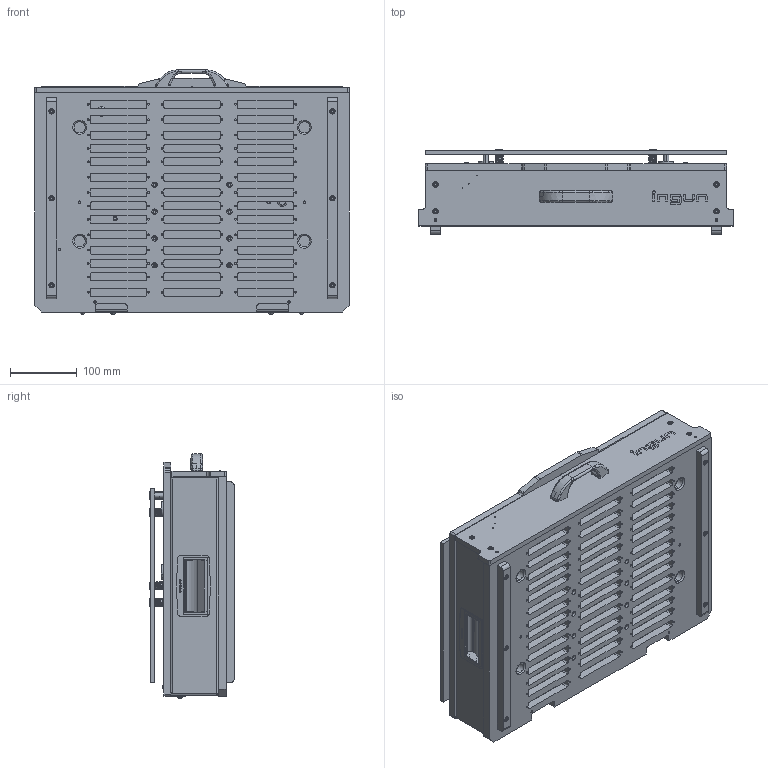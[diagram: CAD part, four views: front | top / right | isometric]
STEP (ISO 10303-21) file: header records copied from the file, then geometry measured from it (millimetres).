
FILE_DESCRIPTION (( 'STEP AP214' ), '1' );
FILE_NAME ('53790~0.STEP', '2018-05-28T07:27:40', ( '' ), ( '' ), 'SwSTEP 2.0', 'SolidWorks 2018', '' );
FILE_SCHEMA (( 'AUTOMOTIVE_DESIGN' ));
Length unit declared in the file: millimetre
Products named in the file (36): 57722~0_S; ISO7380~n_M04,0x016; 2229~6; 53832~0_S; DIN125~n_04,3 M04,0; 55715~0_S; 2528_gedrückt~0_S; 53790~0; K_58150~0_S; DIN6325~n_04,0m6x016; 23570~0; ISO7380~n_M04,0x008; Stift_zu_Scharnier_13372~0; 54812~3_S; 20530~0; Scharnier~0_Teil2; DIN912~n_M04,0x016; 55714~3_S; 2196~6; 53788~0_S; Scharnier~0_Teil1; 53821~1_S; 32457~0_S; DIN125~n_06,4 M06,0 Fase; DIN6325~n_04,0m6x010; 53824~0_S; 2206~0; DIN912~n_M04,0x010; 13372~1_flexibel<Standard>; 53106~0_S; 1584~0_19mm<Standard>; 55718~1_S; 53822~1_S; DIN7991~n_M04,0x012; 53823~0_S; 55719~0_S
Assembly tree (76 placements, depth 4):
  53790~0
    55718~1_S
    55715~0_S
      55718~1_S
      57722~0_S
      54812~3_S
      53788~0_S
      55714~3_S
      53832~0_S
      53821~1_S  x2
      53822~1_S
      53823~0_S  x2
      55719~0_S  x4
      53824~0_S  x2
      53106~0_S  x2
      32457~0_S
      13372~1_flexibel<Standard>  x2
        Scharnier~0_Teil1
        Scharnier~0_Teil2
        Stift_zu_Scharnier_13372~0
      DIN6325~n_04,0m6x010  x2
      DIN6325~n_04,0m6x016  x2
      DIN912~n_M04,0x010  x10
      ISO7380~n_M04,0x008  x4
      DIN912~n_M04,0x016  x6
      DIN125~n_06,4 M06,0 Fase
      2206~0
      DIN125~n_04,3 M04,0
      2528_gedrückt~0_S
      20530~0  x2
      2196~6  x2
      23570~0  x4
      1584~0_19mm<Standard>  x4
      2229~6  x2
      DIN7991~n_M04,0x012  x2
      ISO7380~n_M04,0x016  x4
      K_58150~0_S
Bounding box: 470 x 125.8 x 365.2 mm (x, y, z)
Volume: 5907988.6 mm3; surface area: 1716050.7 mm2
Topology: 76 solids, 76 shells, 2579 faces, 6590 edges, 4266 vertices
Faces by surface type: cylinder 1433, plane 843, cone 182, bspline 60, torus 45, sphere 16
Entity records: 64994 total; most frequent: CARTESIAN_POINT 17887, DIRECTION 8986, ORIENTED_EDGE 8302, EDGE_CURVE 4151, AXIS2_PLACEMENT_3D 3389, VERTEX_POINT 2693, LINE 2208, VECTOR 2208
